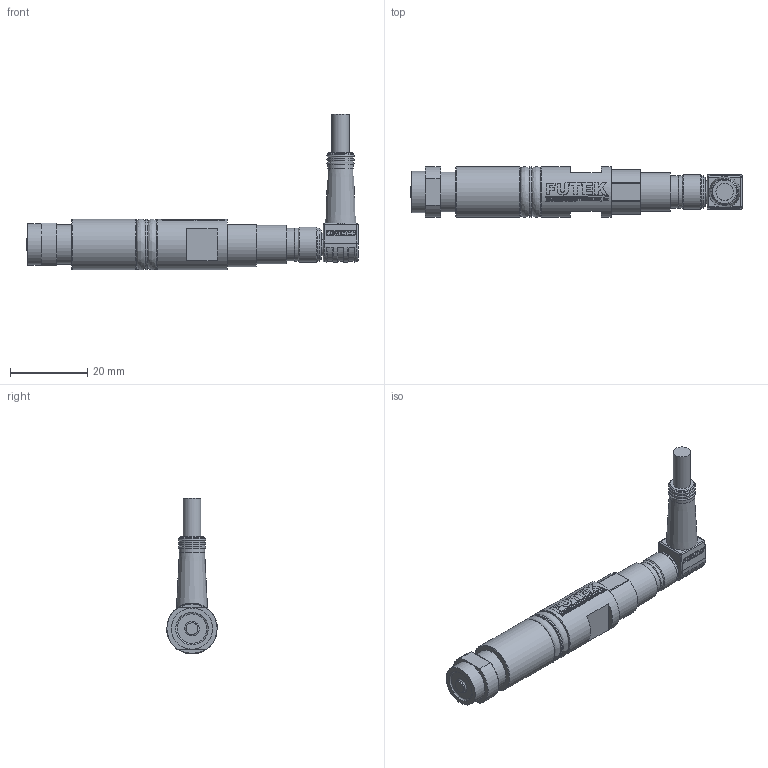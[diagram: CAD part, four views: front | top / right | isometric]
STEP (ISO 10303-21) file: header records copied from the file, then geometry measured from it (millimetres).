
FILE_DESCRIPTION(/* description */ (''),/* implementation_level */ '2;1');
FILE_NAME(/* name */ 'FO1394.stp',/* time_stamp */ '2016-04-13T14:26:38-07:00',/* author */ ('Maciej'),/* organization */ (''),/* preprocessor_version */ 'ST-DEVELOPER v15.6',/* originating_system */ 'Autodesk Inventor 2015',/* authorisation */ '');
FILE_SCHEMA (('AUTOMOTIVE_DESIGN { 1 0 10303 214 3 1 1 }'));
Length unit declared in the file: millimetre
Products named in the file (6): FM4057; MFGD3130-Turck-Pico; FM4056; MFGD0046-Turck-Pico-Mating; O-ring; FO1394
Bounding box: 85.85 x 13.09 x 40.3 mm (x, y, z)
Volume: 7226 mm3; surface area: 8099.2 mm2
Topology: 7 solids, 10 shells, 1041 faces, 2760 edges, 1820 vertices
Faces by surface type: plane 705, bspline 167, cylinder 123, torus 24, cone 17, sphere 5
Full cylindrical faces by diameter (mm): 0.8 x6, 3.048 x1, 4.5 x2, 5 x1, 5.4 x1, 5.6 x2, 5.7 x4, 5.8 x1, 6.2 x1, 6.5 x1, 6.559 x4, 6.6 x1, 6.8 x1, 6.9 x2, 6.95 x1, 7 x1, 7.144 x1, 7.2 x1, 7.468 x1, 8 x2, 8.255 x1, 8.382 x1, 8.4 x1, 8.5 x2, 9 x1, 10 x1, 10.257 x3, 10.668 x1, 13 x3
Entity records: 35776 total; most frequent: CARTESIAN_POINT 10329, ORIENTED_EDGE 5316, DIRECTION 4551, EDGE_CURVE 2657, LINE 1817, VECTOR 1817, VERTEX_POINT 1803, AXIS2_PLACEMENT_3D 1367
